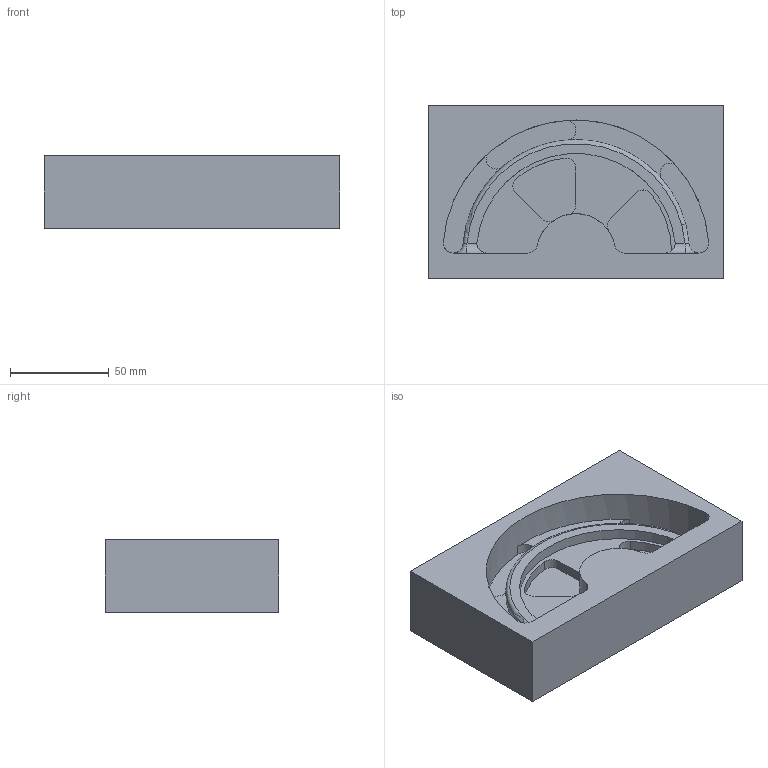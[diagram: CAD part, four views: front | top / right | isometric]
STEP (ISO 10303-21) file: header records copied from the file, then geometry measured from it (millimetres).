
FILE_DESCRIPTION( ( '' ), ' ' );
FILE_NAME( '5914a5174dd640105bd21c5e.step', '2017-05-11T17:53:28', ( '' ), ( '' ), ' ', ' ', ' ' );
FILE_SCHEMA( ( 'AUTOMOTIVE_DESIGN { 1 0 10303 214 1 1 1 1 }' ) );
Length unit declared in the file: metre
Products named in the file (1): POsitive
Bounding box: 150 x 88 x 37 mm (x, y, z)
Volume: 381941.6 mm3; surface area: 53300.5 mm2
Topology: 1 solids, 1 shells, 45 faces, 122 edges, 80 vertices
Faces by surface type: cylinder 23, plane 19, bspline 2, torus 1
Entity records: 2342 total; most frequent: CARTESIAN_POINT 787, DIRECTION 265, ORIENTED_EDGE 244, EDGE_CURVE 122, AXIS2_PLACEMENT_3D 103, VERTEX_POINT 80, LINE 59, VECTOR 59
